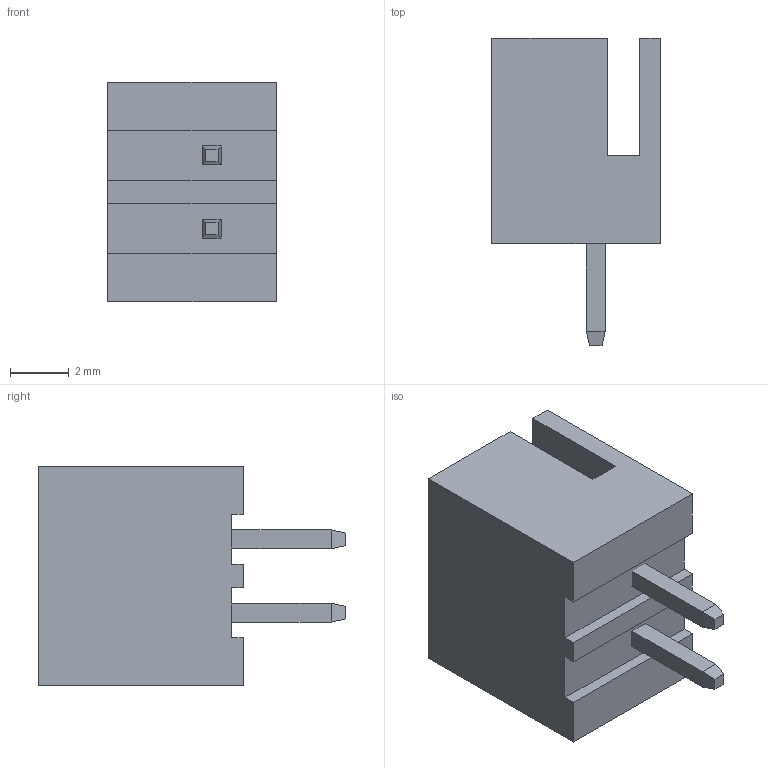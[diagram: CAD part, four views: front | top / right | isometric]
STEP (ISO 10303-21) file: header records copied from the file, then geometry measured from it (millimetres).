
FILE_DESCRIPTION (( 'STEP AP214' ), '1' );
FILE_NAME ('User Library-CWF-2.STEP', '2014-11-25T16:02:37', ( 'Windows User' ), ( '' ), 'SwSTEP 2.0', 'SolidWorks 2015', '' );
FILE_SCHEMA (( 'AUTOMOTIVE_DESIGN' ));
Length unit declared in the file: millimetre
Products named in the file (1): User Library-CWF-2
Bounding box: 5.75 x 10.5 x 7.5 mm (x, y, z)
Volume: 152 mm3; surface area: 398 mm2
Topology: 2 solids, 2 shells, 69 faces, 171 edges, 108 vertices
Faces by surface type: plane 67, cylinder 2
Entity records: 2787 total; most frequent: CARTESIAN_POINT 349, ORIENTED_EDGE 342, DIRECTION 315, EDGE_CURVE 171, VECTOR 167, LINE 167, VERTEX_POINT 108, AXIS2_PLACEMENT_3D 74
